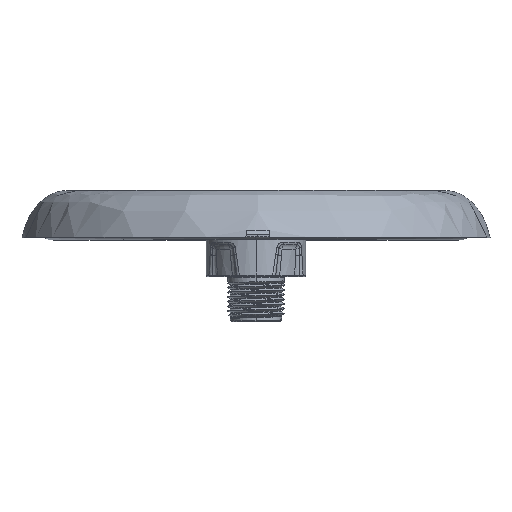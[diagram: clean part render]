
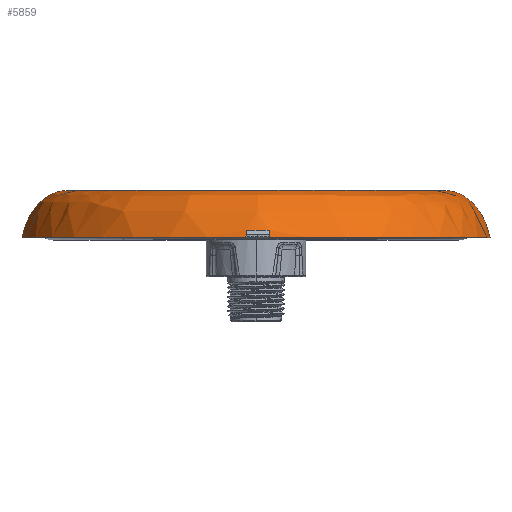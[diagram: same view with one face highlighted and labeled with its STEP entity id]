
A CAD part, top view. The second image highlights one B-rep face of the part: STEP entity #5859.
In plain terms, the highlighted free-form (B-spline) face has degree [3, 3] with [4, 4] control points.
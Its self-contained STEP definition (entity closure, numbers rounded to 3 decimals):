
#93 = CIRCLE ( 'NONE', #11577, 49.9 ) ;
#302 = VERTEX_POINT ( 'NONE', #10953 ) ;
#327 = CARTESIAN_POINT ( 'NONE',  ( -2.137, 9.233, 49.854 ) ) ;
#330 = VERTEX_POINT ( 'NONE', #327 ) ;
#499 = CARTESIAN_POINT ( 'NONE',  ( 40.499, 19.233, -0.296 ) ) ;
#554 = CARTESIAN_POINT ( 'NONE',  ( 44.165, 19.233, -0.323 ) ) ;
#711 = CARTESIAN_POINT ( 'NONE',  ( 50.629, 9.233, 99.432 ) ) ;
#787 = CARTESIAN_POINT ( 'NONE',  ( 2.837, 10.733, 49.457 ) ) ;
#932 = CARTESIAN_POINT ( 'NONE',  ( 2.866, 9.233, 49.818 ) ) ;
#1012 = EDGE_CURVE ( 'NONE', #14396, #13575, #93, .T. ) ;
#1164 = CARTESIAN_POINT ( 'NONE',  ( -48.558, 16.001, 0.355 ) ) ;
#1252 = ORIENTED_EDGE ( 'NONE', *, *, #3755, .T. ) ;
#1501 = DIRECTION ( 'NONE',  ( -0.007, 0., -1. ) ) ;
#1628 = CARTESIAN_POINT ( 'NONE',  ( 0., 9.233, 0. ) ) ;
#1726 = CARTESIAN_POINT ( 'NONE',  ( -43.519, 19.233, 88.654 ) ) ;
#2010 = CARTESIAN_POINT ( 'NONE',  ( -2.129, 9.748, 49.752 ) ) ;
#2020 = EDGE_CURVE ( 'NONE', #330, #4317, #4111, .T. ) ;
#2053 = DIRECTION ( 'NONE',  ( 0., -1., 0. ) ) ;
#2205 = B_SPLINE_CURVE_WITH_KNOTS ( 'NONE', 3,
 ( #499, #2999, #7829, #7753 ),
 .UNSPECIFIED., .F., .F.,
 ( 4, 4 ),
 ( 0., 1. ),
 .UNSPECIFIED. ) ;
#2334 = CARTESIAN_POINT ( 'NONE',  ( -44.165, 19.233, 0.323 ) ) ;
#2898 = CARTESIAN_POINT ( 'NONE',  ( 41.091, 19.233, 80.702 ) ) ;
#2999 = CARTESIAN_POINT ( 'NONE',  ( 44.165, 19.233, -0.323 ) ) ;
#3045 = CARTESIAN_POINT ( 'NONE',  ( -48.558, 16.001, 0.355 ) ) ;
#3191 = CARTESIAN_POINT ( 'NONE',  ( 2.837, 10.733, 49.457 ) ) ;
#3245 = CARTESIAN_POINT ( 'NONE',  ( -2.114, 10.733, 49.493 ) ) ;
#3518 = B_SPLINE_CURVE_WITH_KNOTS ( 'NONE', 3,
 ( #3191, #13868, #8110, #932 ),
 .UNSPECIFIED., .F., .F.,
 ( 4, 4 ),
 ( 0., 1. ),
 .UNSPECIFIED. ) ;
#3619 = ORIENTED_EDGE ( 'NONE', *, *, #2020, .F. ) ;
#3644 = EDGE_CURVE ( 'NONE', #330, #7743, #11783, .T. ) ;
#3755 = EDGE_CURVE ( 'NONE', #7743, #10836, #12522, .T. ) ;
#3849 = CARTESIAN_POINT ( 'NONE',  ( -49.899, 9.233, 0.365 ) ) ;
#4111 = CIRCLE ( 'NONE', #8590, 49.9 ) ;
#4221 = CARTESIAN_POINT ( 'NONE',  ( -40.499, 19.233, 0.296 ) ) ;
#4274 = CARTESIAN_POINT ( 'NONE',  ( -2.137, 9.233, 49.854 ) ) ;
#4302 = CARTESIAN_POINT ( 'NONE',  ( -39.907, 19.233, 81.294 ) ) ;
#4317 = VERTEX_POINT ( 'NONE', #3849 ) ;
#5159 = CARTESIAN_POINT ( 'NONE',  ( 0., 19.233, 0. ) ) ;
#5282 = AXIS2_PLACEMENT_3D ( 'NONE', #12289, #13222, #8542 ) ;
#5474 = CARTESIAN_POINT ( 'NONE',  ( -49.169, 9.233, 100.162 ) ) ;
#5603 = CARTESIAN_POINT ( 'NONE',  ( -2.114, 10.733, 49.493 ) ) ;
#5859 = ADVANCED_FACE ( 'NONE', ( #12579 ), #14134, .F. ) ;
#5910 = CARTESIAN_POINT ( 'NONE',  ( -49.899, 9.233, 0.365 ) ) ;
#5961 = ORIENTED_EDGE ( 'NONE', *, *, #1012, .F. ) ;
#6493 = CARTESIAN_POINT ( 'NONE',  ( -44.165, 19.233, 0.323 ) ) ;
#6578 = CARTESIAN_POINT ( 'NONE',  ( 49.269, 16.001, 96.762 ) ) ;
#6658 = CARTESIAN_POINT ( 'NONE',  ( 49.899, 9.233, -0.365 ) ) ;
#6815 = DIRECTION ( 'NONE',  ( -0.007, 0., -1. ) ) ;
#6866 = DIRECTION ( 'NONE',  ( 0., -1., 0. ) ) ;
#6915 = EDGE_LOOP ( 'NONE', ( #8026, #11292, #12404, #3619, #14835, #1252, #12201, #5961 ) ) ;
#7002 = VERTEX_POINT ( 'NONE', #7960 ) ;
#7743 = VERTEX_POINT ( 'NONE', #3245 ) ;
#7753 = CARTESIAN_POINT ( 'NONE',  ( 49.899, 9.233, -0.365 ) ) ;
#7829 = CARTESIAN_POINT ( 'NONE',  ( 48.558, 16.001, -0.355 ) ) ;
#7960 = CARTESIAN_POINT ( 'NONE',  ( 40.499, 19.233, -0.296 ) ) ;
#8026 = ORIENTED_EDGE ( 'NONE', *, *, #10122, .F. ) ;
#8110 = CARTESIAN_POINT ( 'NONE',  ( 2.856, 9.748, 49.716 ) ) ;
#8541 = EDGE_CURVE ( 'NONE', #302, #4317, #12842, .T. ) ;
#8542 = DIRECTION ( 'NONE',  ( -0.007, 0., -1. ) ) ;
#8590 = AXIS2_PLACEMENT_3D ( 'NONE', #12734, #2053, #6815 ) ;
#8671 = AXIS2_PLACEMENT_3D ( 'NONE', #5159, #12343, #1501 ) ;
#8743 = CARTESIAN_POINT ( 'NONE',  ( 44.812, 19.233, 88.008 ) ) ;
#9633 = EDGE_CURVE ( 'NONE', #10836, #13575, #3518, .T. ) ;
#10122 = EDGE_CURVE ( 'NONE', #7002, #14396, #2205, .T. ) ;
#10836 = VERTEX_POINT ( 'NONE', #787 ) ;
#10953 = CARTESIAN_POINT ( 'NONE',  ( -40.499, 19.233, 0.296 ) ) ;
#11244 = CARTESIAN_POINT ( 'NONE',  ( 48.558, 16.001, -0.355 ) ) ;
#11292 = ORIENTED_EDGE ( 'NONE', *, *, #12575, .T. ) ;
#11577 = AXIS2_PLACEMENT_3D ( 'NONE', #1628, #6866, #13790 ) ;
#11783 = B_SPLINE_CURVE_WITH_KNOTS ( 'NONE', 3,
 ( #4274, #2010, #13707, #5603 ),
 .UNSPECIFIED., .F., .F.,
 ( 4, 4 ),
 ( 0., 1. ),
 .UNSPECIFIED. ) ;
#12201 = ORIENTED_EDGE ( 'NONE', *, *, #9633, .T. ) ;
#12289 = CARTESIAN_POINT ( 'NONE',  ( 0., 10.733, 0. ) ) ;
#12343 = DIRECTION ( 'NONE',  ( 0., -1., 0. ) ) ;
#12404 = ORIENTED_EDGE ( 'NONE', *, *, #8541, .T. ) ;
#12522 = CIRCLE ( 'NONE', #5282, 49.538 ) ;
#12575 = EDGE_CURVE ( 'NONE', #7002, #302, #15397, .T. ) ;
#12579 = FACE_OUTER_BOUND ( 'NONE', #6915, .T. ) ;
#12734 = CARTESIAN_POINT ( 'NONE',  ( 0., 9.233, 0. ) ) ;
#12842 = B_SPLINE_CURVE_WITH_KNOTS ( 'NONE', 3,
 ( #13008, #2334, #1164, #5910 ),
 .UNSPECIFIED., .F., .F.,
 ( 4, 4 ),
 ( 0., 1. ),
 .UNSPECIFIED. ) ;
#13008 = CARTESIAN_POINT ( 'NONE',  ( -40.499, 19.233, 0.296 ) ) ;
#13222 = DIRECTION ( 'NONE',  ( 0., 1., 0. ) ) ;
#13433 = CARTESIAN_POINT ( 'NONE',  ( -49.899, 9.233, 0.365 ) ) ;
#13575 = VERTEX_POINT ( 'NONE', #14550 ) ;
#13585 = CARTESIAN_POINT ( 'NONE',  ( 40.499, 19.233, -0.296 ) ) ;
#13707 = CARTESIAN_POINT ( 'NONE',  ( -2.121, 10.249, 49.632 ) ) ;
#13790 = DIRECTION ( 'NONE',  ( -0.007, 0., -1. ) ) ;
#13868 = CARTESIAN_POINT ( 'NONE',  ( 2.847, 10.249, 49.595 ) ) ;
#14134 =( BOUNDED_SURFACE ( )  B_SPLINE_SURFACE ( 3, 3, ( 
 ( #13585, #2898, #4302, #4221 ),
 ( #554, #8743, #1726, #6493 ),
 ( #11244, #6578, #14902, #3045 ),
 ( #6658, #711, #5474, #13433 ) ),
 .UNSPECIFIED., .F., .F., .T. ) 
 B_SPLINE_SURFACE_WITH_KNOTS ( ( 4, 4 ),
 ( 4, 4 ),
 ( 0., 1. ),
 ( 0., 1. ),
 .UNSPECIFIED. ) 
 GEOMETRIC_REPRESENTATION_ITEM ( )  RATIONAL_B_SPLINE_SURFACE ( (
 ( 1., 0.333, 0.333, 1.),
 ( 1., 0.333, 0.333, 1.),
 ( 1., 0.333, 0.333, 1.),
 ( 1., 0.333, 0.333, 1.) ) ) 
 REPRESENTATION_ITEM ( '' )  SURFACE ( )  );
#14299 = CARTESIAN_POINT ( 'NONE',  ( 49.899, 9.233, -0.365 ) ) ;
#14396 = VERTEX_POINT ( 'NONE', #14299 ) ;
#14550 = CARTESIAN_POINT ( 'NONE',  ( 2.866, 9.233, 49.818 ) ) ;
#14835 = ORIENTED_EDGE ( 'NONE', *, *, #3644, .T. ) ;
#14902 = CARTESIAN_POINT ( 'NONE',  ( -47.848, 16.001, 97.472 ) ) ;
#15397 = CIRCLE ( 'NONE', #8671, 40.5 ) ;
